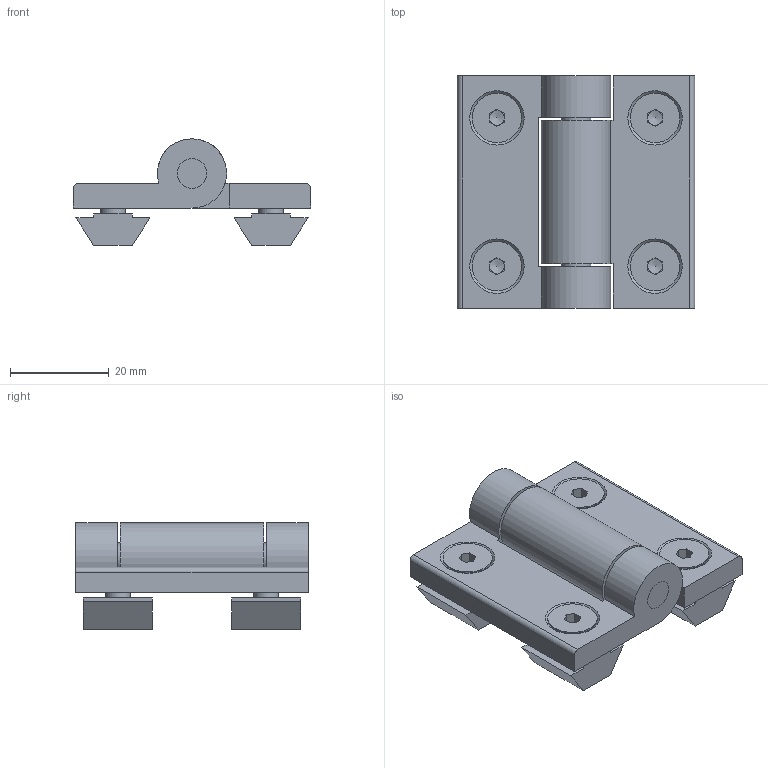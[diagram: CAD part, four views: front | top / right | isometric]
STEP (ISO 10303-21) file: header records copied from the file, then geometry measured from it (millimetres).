
FILE_DESCRIPTION( ( 'STEP AP203' ), '1' );
FILE_NAME( 'SHHPSZ6-SET.stp', '2019-12-12T17:11:18', ( '' ), ( '' ), ' ', 'PARTsolutions', ' ' );
FILE_SCHEMA( ( 'CONFIG_CONTROL_DESIGN' ) );
Length unit declared in the file: millimetre
Products named in the file (6): SHHPSZ6-SET; _SHHPSZ6-SET-shaft; _SHHPSZ6-l; _FB5-10_; _HNTT6-5_1; _SHHPSZ6-r
Assembly tree (11 placements, depth 2):
  SHHPSZ6-SET
    _SHHPSZ6-SET-shaft
    _SHHPSZ6-l
    _FB5-10_  x4
    _HNTT6-5_1  x4
    _SHHPSZ6-r
Bounding box: 48 x 47 x 21.5 mm (x, y, z)
Volume: 19131.9 mm3; surface area: 12945.9 mm2
Topology: 11 solids, 11 shells, 164 faces, 376 edges, 234 vertices
Faces by surface type: plane 115, cylinder 25, cone 24
Full cylindrical faces by diameter (mm): 4.134 x4, 5 x4, 5.5 x4, 6 x4, 10 x4
Entity records: 2089 total; most frequent: DIRECTION 342, CARTESIAN_POINT 317, ORIENTED_EDGE 274, EDGE_CURVE 137, AXIS2_PLACEMENT_3D 125, EDGE_LOOP 104, VERTEX_POINT 100, LINE 92
